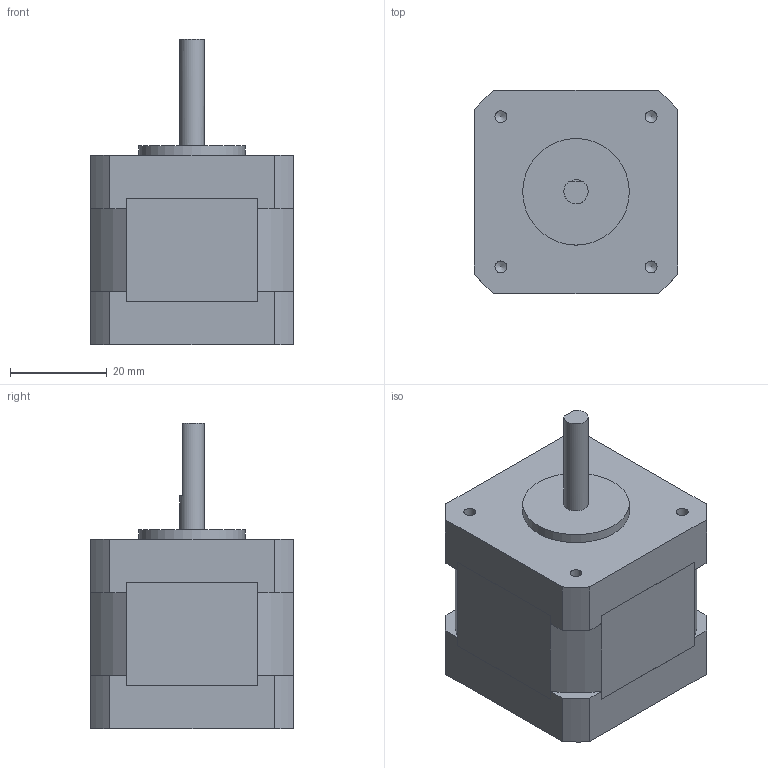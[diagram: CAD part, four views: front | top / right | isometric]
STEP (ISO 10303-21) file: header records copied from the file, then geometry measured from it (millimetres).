
FILE_DESCRIPTION((''),'2;1');
FILE_NAME('_STEPPER.ipt.step','2013-12-08T06:22:42',(''),(''),'Autodesk Inventor 2013','Autodesk Inventor 2013','');
FILE_SCHEMA(('AUTOMOTIVE_DESIGN { 1 0 10303 214 1 1 1 1 }'));
Length unit declared in the file: millimetre
Products named in the file (1): _STEPPER
Bounding box: 42.02 x 42.02 x 63.12 mm (x, y, z)
Volume: 67718.3 mm3; surface area: 10464.3 mm2
Topology: 1 solids, 1 shells, 56 faces, 152 edges, 100 vertices
Faces by surface type: plane 34, cylinder 18, cone 4
Full cylindrical faces by diameter (mm): 2.459 x4, 5 x1, 22 x1
Entity records: 1723 total; most frequent: DIRECTION 304, CARTESIAN_POINT 289, ORIENTED_EDGE 274, EDGE_CURVE 137, AXIS2_PLACEMENT_3D 110, VERTEX_POINT 95, VECTOR 84, LINE 84
